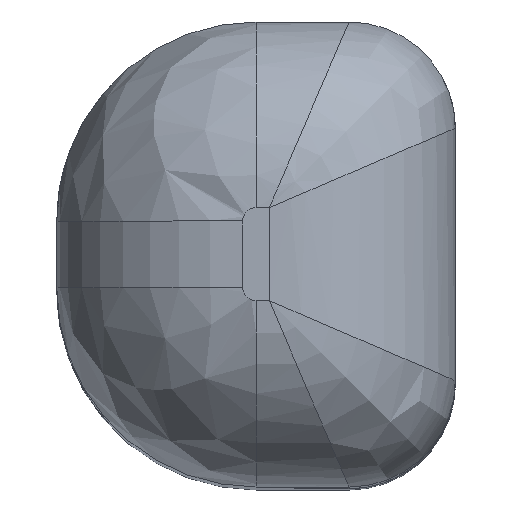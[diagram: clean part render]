
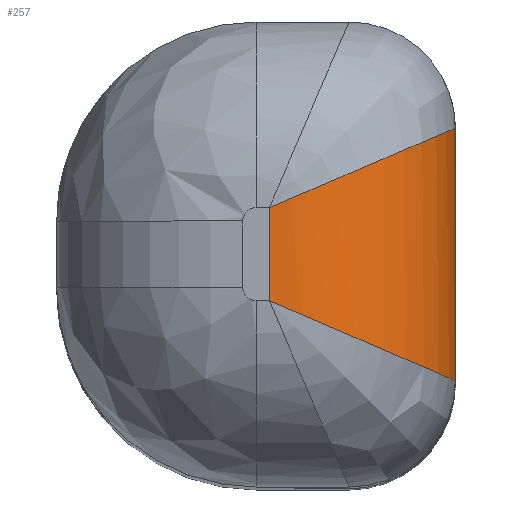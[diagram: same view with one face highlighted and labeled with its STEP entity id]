
A CAD part, top view. The second image highlights one B-rep face of the part: STEP entity #257.
In plain terms, the highlighted cylindrical face has radius 14 mm (diameter 28 mm), a partial arc.
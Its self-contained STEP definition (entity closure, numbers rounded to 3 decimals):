
#108=CYLINDRICAL_SURFACE('',#2609,14.);
#141=B_SPLINE_CURVE_WITH_KNOTS('',3,(#4278,#4279,#4280,#4281,#4282,#4283,
#4284,#4285,#4286,#4287,#4288,#4289,#4290,#4291,#4292,#4293,#4294,#4295,
#4296,#4297,#4298,#4299,#4300,#4301,#4302,#4303,#4304,#4305,#4306,#4307,
#4308,#4309),.UNSPECIFIED.,.F.,.F.,(4,2,2,2,2,2,2,2,2,2,2,2,2,2,2,4),(0.,
0.125,0.25,0.375,0.438,
0.469,0.5,0.625,0.688,
0.719,0.75,0.813,0.844,
0.859,0.875,1.),.UNSPECIFIED.);
#142=B_SPLINE_CURVE_WITH_KNOTS('',3,(#4346,#4347,#4348,#4349,#4350,#4351,
#4352,#4353,#4354,#4355,#4356,#4357,#4358,#4359,#4360,#4361,#4362,#4363,
#4364,#4365,#4366,#4367,#4368,#4369,#4370,#4371,#4372,#4373,#4374,#4375),
 .UNSPECIFIED.,.F.,.F.,(4,2,2,2,2,2,2,2,2,2,2,2,2,2,4),(0.,0.063,
0.094,0.109,0.125,0.188,
0.219,0.25,0.375,0.438,0.469,
0.5,0.625,0.75,1.),.UNSPECIFIED.);
#257=ADVANCED_FACE('',(#450),#108,.T.);
#450=FACE_OUTER_BOUND('',#584,.T.);
#584=EDGE_LOOP('',(#1277,#1278,#1279,#1280));
#1277=ORIENTED_EDGE('',*,*,#1969,.T.);
#1278=ORIENTED_EDGE('',*,*,#1741,.F.);
#1279=ORIENTED_EDGE('',*,*,#1970,.T.);
#1280=ORIENTED_EDGE('',*,*,#1701,.F.);
#1473=VERTEX_POINT('',#3408);
#1474=VERTEX_POINT('',#3410);
#1511=VERTEX_POINT('',#3506);
#1512=VERTEX_POINT('',#3508);
#1701=EDGE_CURVE('',#1473,#1474,#2045,.T.);
#1741=EDGE_CURVE('',#1511,#1512,#2079,.T.);
#1969=EDGE_CURVE('',#1473,#1512,#141,.T.);
#1970=EDGE_CURVE('',#1511,#1474,#142,.T.);
#2045=LINE('',#3409,#2254);
#2079=LINE('',#3507,#2288);
#2254=VECTOR('',#2726,1.);
#2288=VECTOR('',#2780,1.);
#2609=AXIS2_PLACEMENT_3D('',#4412,#3210,#3211);
#2726=DIRECTION('',(0.,-1.,0.));
#2780=DIRECTION('',(0.,1.,0.));
#3210=DIRECTION('',(0.,-1.,0.));
#3211=DIRECTION('',(-1.,0.,0.));
#3408=CARTESIAN_POINT('',(14.,9.5,127.));
#3409=CARTESIAN_POINT('',(14.,17.5,127.));
#3410=CARTESIAN_POINT('',(14.,-9.5,127.));
#3506=CARTESIAN_POINT('',(0.,-3.5,141.));
#3507=CARTESIAN_POINT('',(0.,0.,141.));
#3508=CARTESIAN_POINT('',(0.,3.5,141.));
#4278=CARTESIAN_POINT('',(14.,9.5,127.));
#4279=CARTESIAN_POINT('',(14.,9.5,127.904));
#4280=CARTESIAN_POINT('',(13.912,9.462,128.815));
#4281=CARTESIAN_POINT('',(13.557,9.31,130.613));
#4282=CARTESIAN_POINT('',(13.27,9.187,131.548));
#4283=CARTESIAN_POINT('',(12.599,8.9,133.167));
#4284=CARTESIAN_POINT('',(12.18,8.719,133.964));
#4285=CARTESIAN_POINT('',(11.421,8.394,135.11));
#4286=CARTESIAN_POINT('',(11.147,8.277,135.484));
#4287=CARTESIAN_POINT('',(10.703,8.087,136.028));
#4288=CARTESIAN_POINT('',(10.55,8.021,136.207));
#4289=CARTESIAN_POINT('',(10.232,7.885,136.558));
#4290=CARTESIAN_POINT('',(10.046,7.805,136.753));
#4291=CARTESIAN_POINT('',(9.315,7.492,137.484));
#4292=CARTESIAN_POINT('',(8.647,7.205,138.049));
#4293=CARTESIAN_POINT('',(7.511,6.718,138.823));
#4294=CARTESIAN_POINT('',(7.111,6.547,139.069));
#4295=CARTESIAN_POINT('',(6.478,6.276,139.414));
#4296=CARTESIAN_POINT('',(6.261,6.183,139.524));
#4297=CARTESIAN_POINT('',(5.817,5.993,139.737));
#4298=CARTESIAN_POINT('',(5.546,5.877,139.856));
#4299=CARTESIAN_POINT('',(4.98,5.634,140.091));
#4300=CARTESIAN_POINT('',(4.573,5.46,140.24));
#4301=CARTESIAN_POINT('',(3.916,5.178,140.443));
#4302=CARTESIAN_POINT('',(3.69,5.081,140.507));
#4303=CARTESIAN_POINT('',(3.339,4.931,140.597));
#4304=CARTESIAN_POINT('',(3.22,4.88,140.625));
#4305=CARTESIAN_POINT('',(2.978,4.776,140.68));
#4306=CARTESIAN_POINT('',(2.806,4.703,140.716));
#4307=CARTESIAN_POINT('',(2.131,4.413,140.85));
#4308=CARTESIAN_POINT('',(1.221,4.023,141.));
#4309=CARTESIAN_POINT('',(0.,3.5,141.));
#4346=CARTESIAN_POINT('',(0.,-3.5,141.));
#4347=CARTESIAN_POINT('',(0.61,-3.762,141.));
#4348=CARTESIAN_POINT('',(1.144,-3.99,140.961));
#4349=CARTESIAN_POINT('',(1.827,-4.283,140.882));
#4350=CARTESIAN_POINT('',(2.035,-4.372,140.853));
#4351=CARTESIAN_POINT('',(2.318,-4.493,140.807));
#4352=CARTESIAN_POINT('',(2.407,-4.532,140.792));
#4353=CARTESIAN_POINT('',(2.576,-4.604,140.761));
#4354=CARTESIAN_POINT('',(2.607,-4.617,140.756));
#4355=CARTESIAN_POINT('',(3.229,-4.884,140.632));
#4356=CARTESIAN_POINT('',(3.697,-5.084,140.511));
#4357=CARTESIAN_POINT('',(4.354,-5.366,140.308));
#4358=CARTESIAN_POINT('',(4.565,-5.456,140.237));
#4359=CARTESIAN_POINT('',(4.973,-5.631,140.089));
#4360=CARTESIAN_POINT('',(5.125,-5.696,140.031));
#4361=CARTESIAN_POINT('',(6.287,-6.195,139.549));
#4362=CARTESIAN_POINT('',(7.133,-6.556,139.081));
#4363=CARTESIAN_POINT('',(8.268,-7.043,138.307));
#4364=CARTESIAN_POINT('',(8.625,-7.196,138.036));
#4365=CARTESIAN_POINT('',(9.127,-7.411,137.618));
#4366=CARTESIAN_POINT('',(9.289,-7.481,137.477));
#4367=CARTESIAN_POINT('',(9.602,-7.615,137.19));
#4368=CARTESIAN_POINT('',(9.73,-7.67,137.069));
#4369=CARTESIAN_POINT('',(10.576,-8.032,136.223));
#4370=CARTESIAN_POINT('',(11.168,-8.286,135.492));
#4371=CARTESIAN_POINT('',(12.18,-8.719,133.964));
#4372=CARTESIAN_POINT('',(12.579,-8.891,133.215));
#4373=CARTESIAN_POINT('',(13.645,-9.348,130.642));
#4374=CARTESIAN_POINT('',(14.,-9.5,128.809));
#4375=CARTESIAN_POINT('',(14.,-9.5,127.));
#4412=CARTESIAN_POINT('',(0.,17.5,127.));
